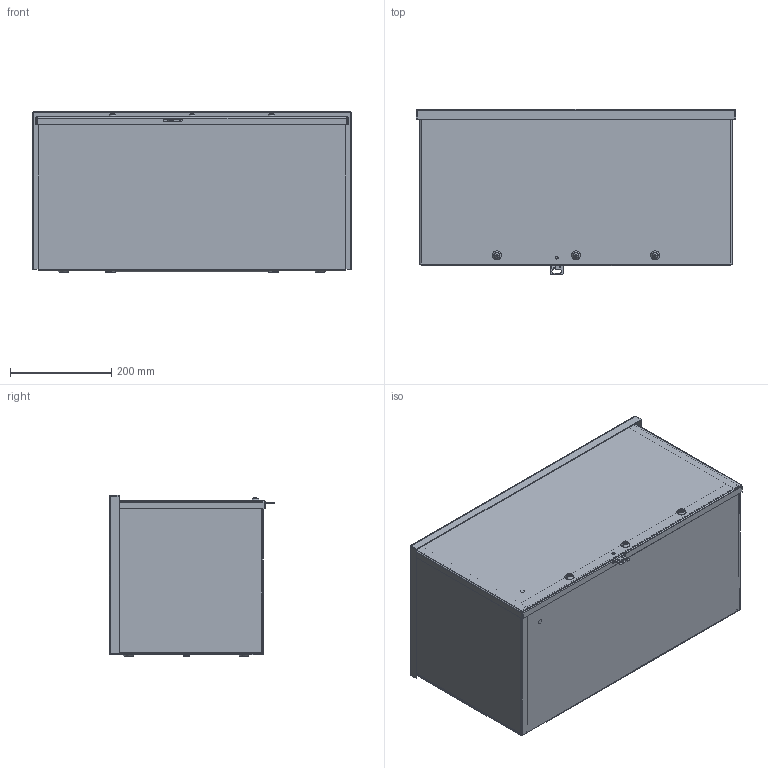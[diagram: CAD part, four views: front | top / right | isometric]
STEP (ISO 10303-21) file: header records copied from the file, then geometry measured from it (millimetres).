
FILE_DESCRIPTION (( 'STEP AP203' ), '1' );
FILE_NAME ('C3RWT1224_Default.step', '2019-11-13T14:01:45', ( '' ), ( '' ), 'SwSTEP 2.0', 'SolidWorks 2019', '' );
FILE_SCHEMA (( 'CONFIG_CONTROL_DESIGN' ));
Length unit declared in the file: inch
Products named in the file (1): C3RWT1224_Default
Bounding box: 631.83 x 326.92 x 319.89 mm (x, y, z)
Volume: 1876717.9 mm3; surface area: 2072058.2 mm2
Topology: 22 solids, 22 shells, 764 faces, 1927 edges, 1228 vertices
Faces by surface type: plane 415, cylinder 237, bspline 54, cone 52, torus 6
Entity records: 25810 total; most frequent: CARTESIAN_POINT 7314, ORIENTED_EDGE 3846, DIRECTION 3845, EDGE_CURVE 1923, AXIS2_PLACEMENT_3D 1355, VERTEX_POINT 1228, LINE 1135, VECTOR 1135
